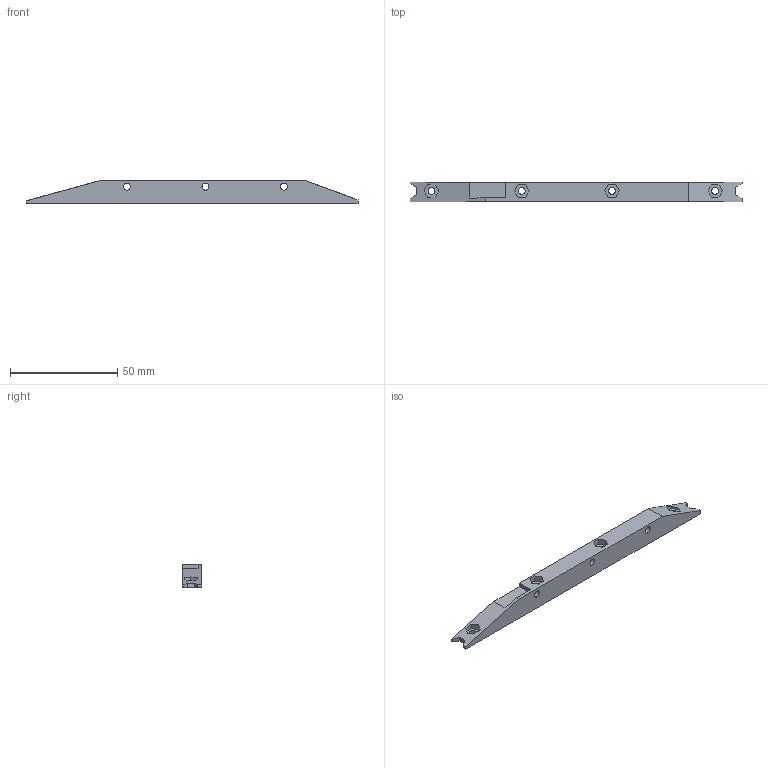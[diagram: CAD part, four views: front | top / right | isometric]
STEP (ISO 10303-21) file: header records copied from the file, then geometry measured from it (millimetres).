
FILE_DESCRIPTION(/* description */ (''),/* implementation_level */ '2;1');
FILE_NAME(/* name */ 'wheel_support_v4_left_narrow_with_line_sensor.stp',/* time_stamp */ '2018-01-18T21:53:34+01:00',/* author */ ('ndz'),/* organization */ (''),/* preprocessor_version */ 'ST-DEVELOPER v16.13',/* originating_system */ 'Autodesk Inventor 2018',/* authorisation */ '');
FILE_SCHEMA (('AUTOMOTIVE_DESIGN { 1 0 10303 214 3 1 1 }'));
Length unit declared in the file: inch
Products named in the file (1): Part1
Bounding box: 154.5 x 9 x 11 mm (x, y, z)
Volume: 11794.7 mm3; surface area: 6231 mm2
Topology: 1 solids, 1 shells, 54 faces, 148 edges, 98 vertices
Faces by surface type: plane 47, cylinder 7
Full cylindrical faces by diameter (mm): 3.2 x7
Entity records: 1725 total; most frequent: CARTESIAN_POINT 293, ORIENTED_EDGE 280, DIRECTION 266, EDGE_CURVE 140, LINE 124, VECTOR 124, VERTEX_POINT 98, EDGE_LOOP 80
